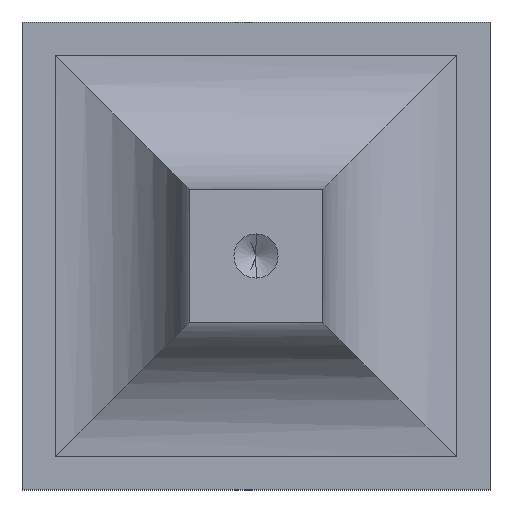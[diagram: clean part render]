
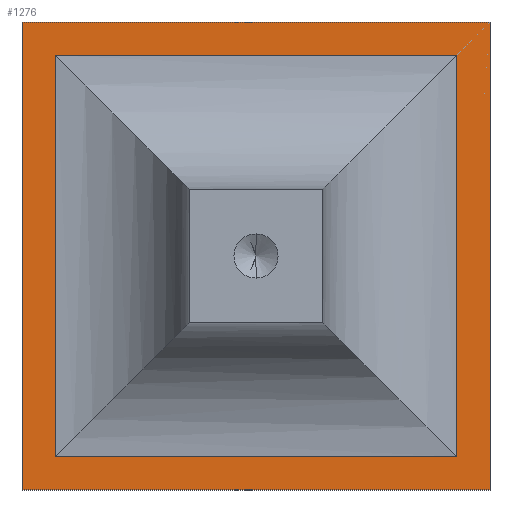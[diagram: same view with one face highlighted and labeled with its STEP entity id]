
A CAD part, front view. The second image highlights one B-rep face of the part: STEP entity #1276.
In plain terms, the highlighted planar face has unit normal (0, -1, 0).
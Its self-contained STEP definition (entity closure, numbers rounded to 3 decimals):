
#7 = DIRECTION ( 'NONE',  ( 0., 0., 1. ) ) ;
#130 = DIRECTION ( 'NONE',  ( 0., 0., 1. ) ) ;
#288 = DIRECTION ( 'NONE',  ( 0., 0., 1. ) ) ;
#322 = CARTESIAN_POINT ( 'NONE',  ( 17.5, 17.5, -17.5 ) ) ;
#323 = EDGE_CURVE ( 'NONE', #1306, #3067, #604, .T. ) ;
#380 = CARTESIAN_POINT ( 'NONE',  ( 17.5, 17.5, 17.5 ) ) ;
#598 = ORIENTED_EDGE ( 'NONE', *, *, #1565, .T. ) ;
#604 = LINE ( 'NONE', #1824, #1090 ) ;
#660 = CARTESIAN_POINT ( 'NONE',  ( -17.5, 17.5, -17.5 ) ) ;
#721 = ORIENTED_EDGE ( 'NONE', *, *, #1656, .T. ) ;
#773 = DIRECTION ( 'NONE',  ( 0., 0., -1. ) ) ;
#854 = FACE_OUTER_BOUND ( 'NONE', #3103, .T. ) ;
#930 = LINE ( 'NONE', #2663, #2607 ) ;
#1062 = CARTESIAN_POINT ( 'NONE',  ( 15., 17.5, -15. ) ) ;
#1090 = VECTOR ( 'NONE', #2610, 1000. ) ;
#1114 = LINE ( 'NONE', #2304, #2490 ) ;
#1139 = VERTEX_POINT ( 'NONE', #1225 ) ;
#1172 = VECTOR ( 'NONE', #773, 1000. ) ;
#1177 = VERTEX_POINT ( 'NONE', #3009 ) ;
#1189 = ORIENTED_EDGE ( 'NONE', *, *, #1473, .F. ) ;
#1225 = CARTESIAN_POINT ( 'NONE',  ( 15., 17.5, 15. ) ) ;
#1276 = ADVANCED_FACE ( 'NONE', ( #3105, #854 ), #2863, .F. ) ;
#1297 = CARTESIAN_POINT ( 'NONE',  ( 15., 17.5, -17.5 ) ) ;
#1306 = VERTEX_POINT ( 'NONE', #322 ) ;
#1355 = CARTESIAN_POINT ( 'NONE',  ( 17.5, 17.5, 17.5 ) ) ;
#1357 = LINE ( 'NONE', #2567, #2341 ) ;
#1358 = ORIENTED_EDGE ( 'NONE', *, *, #1761, .T. ) ;
#1379 = VERTEX_POINT ( 'NONE', #1641 ) ;
#1435 = AXIS2_PLACEMENT_3D ( 'NONE', #380, #1613, #130 ) ;
#1473 = EDGE_CURVE ( 'NONE', #2577, #1306, #2000, .T. ) ;
#1479 = VERTEX_POINT ( 'NONE', #2969 ) ;
#1483 = VECTOR ( 'NONE', #288, 1000. ) ;
#1565 = EDGE_CURVE ( 'NONE', #1479, #3067, #1114, .T. ) ;
#1599 = EDGE_LOOP ( 'NONE', ( #3084, #1358, #1636, #3230 ) ) ;
#1613 = DIRECTION ( 'NONE',  ( 0., 1., 0. ) ) ;
#1636 = ORIENTED_EDGE ( 'NONE', *, *, #2836, .T. ) ;
#1641 = CARTESIAN_POINT ( 'NONE',  ( -15., 17.5, 15. ) ) ;
#1656 = EDGE_CURVE ( 'NONE', #2577, #1479, #1357, .T. ) ;
#1667 = DIRECTION ( 'NONE',  ( -1., 0., 0. ) ) ;
#1711 = EDGE_CURVE ( 'NONE', #1139, #1379, #930, .T. ) ;
#1761 = EDGE_CURVE ( 'NONE', #2047, #1177, #2706, .T. ) ;
#1772 = CARTESIAN_POINT ( 'NONE',  ( -15., 17.5, -17.5 ) ) ;
#1824 = CARTESIAN_POINT ( 'NONE',  ( 17.5, 17.5, -17.5 ) ) ;
#1912 = CARTESIAN_POINT ( 'NONE',  ( 17.5, 17.5, -15. ) ) ;
#1928 = DIRECTION ( 'NONE',  ( -1., 0., 0. ) ) ;
#2000 = LINE ( 'NONE', #3003, #1172 ) ;
#2047 = VERTEX_POINT ( 'NONE', #1062 ) ;
#2131 = ORIENTED_EDGE ( 'NONE', *, *, #323, .F. ) ;
#2295 = VECTOR ( 'NONE', #1667, 1000. ) ;
#2304 = CARTESIAN_POINT ( 'NONE',  ( -17.5, 17.5, 17.5 ) ) ;
#2319 = DIRECTION ( 'NONE',  ( -1., 0., 0. ) ) ;
#2341 = VECTOR ( 'NONE', #2319, 1000. ) ;
#2490 = VECTOR ( 'NONE', #3118, 1000. ) ;
#2567 = CARTESIAN_POINT ( 'NONE',  ( 17.5, 17.5, 17.5 ) ) ;
#2577 = VERTEX_POINT ( 'NONE', #1355 ) ;
#2607 = VECTOR ( 'NONE', #1928, 1000. ) ;
#2610 = DIRECTION ( 'NONE',  ( -1., 0., 0. ) ) ;
#2663 = CARTESIAN_POINT ( 'NONE',  ( 17.5, 17.5, 15. ) ) ;
#2706 = LINE ( 'NONE', #1912, #2295 ) ;
#2836 = EDGE_CURVE ( 'NONE', #1177, #1379, #3018, .T. ) ;
#2863 = PLANE ( 'NONE',  #1435 ) ;
#2969 = CARTESIAN_POINT ( 'NONE',  ( -17.5, 17.5, 17.5 ) ) ;
#3003 = CARTESIAN_POINT ( 'NONE',  ( 17.5, 17.5, -15. ) ) ;
#3009 = CARTESIAN_POINT ( 'NONE',  ( -15., 17.5, -15. ) ) ;
#3018 = LINE ( 'NONE', #1772, #3020 ) ;
#3020 = VECTOR ( 'NONE', #7, 1000. ) ;
#3067 = VERTEX_POINT ( 'NONE', #660 ) ;
#3084 = ORIENTED_EDGE ( 'NONE', *, *, #3165, .F. ) ;
#3103 = EDGE_LOOP ( 'NONE', ( #598, #2131, #1189, #721 ) ) ;
#3105 = FACE_BOUND ( 'NONE', #1599, .T. ) ;
#3118 = DIRECTION ( 'NONE',  ( 0., 0., -1. ) ) ;
#3165 = EDGE_CURVE ( 'NONE', #2047, #1139, #3256, .T. ) ;
#3230 = ORIENTED_EDGE ( 'NONE', *, *, #1711, .F. ) ;
#3256 = LINE ( 'NONE', #1297, #1483 ) ;
